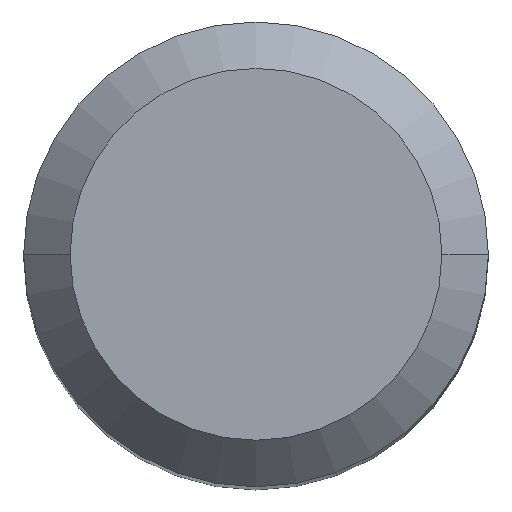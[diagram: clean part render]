
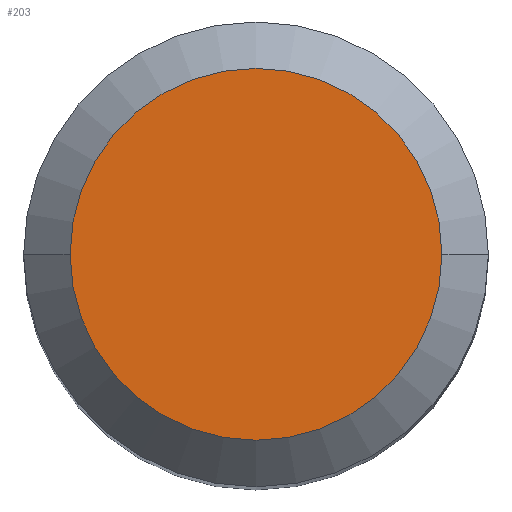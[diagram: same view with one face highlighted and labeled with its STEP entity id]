
A CAD part, top view. The second image highlights one B-rep face of the part: STEP entity #203.
In plain terms, the highlighted planar face has unit normal (0, 0, 1).
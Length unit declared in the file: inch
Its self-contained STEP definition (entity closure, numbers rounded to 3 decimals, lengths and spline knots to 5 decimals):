
#3 = DIRECTION ( 'NONE',  ( 0., 0., -1. ) ) ;
#11 = CIRCLE ( 'NONE', #209, 0.15748 ) ;
#57 = EDGE_CURVE ( 'NONE', #213, #336, #11, .T. ) ;
#78 = FACE_OUTER_BOUND ( 'NONE', #481, .T. ) ;
#84 = CARTESIAN_POINT ( 'NONE',  ( 0.15748, 0., 0. ) ) ;
#85 = DIRECTION ( 'NONE',  ( 1., 0., 0. ) ) ;
#110 = CARTESIAN_POINT ( 'NONE',  ( 0., 0., 0. ) ) ;
#133 = ORIENTED_EDGE ( 'NONE', *, *, #254, .T. ) ;
#162 = ORIENTED_EDGE ( 'NONE', *, *, #57, .T. ) ;
#201 = DIRECTION ( 'NONE',  ( 0., 0., 1. ) ) ;
#203 = ADVANCED_FACE ( 'NONE', ( #78 ), #298, .F. ) ;
#209 = AXIS2_PLACEMENT_3D ( 'NONE', #308, #385, #338 ) ;
#213 = VERTEX_POINT ( 'NONE', #311 ) ;
#254 = EDGE_CURVE ( 'NONE', #336, #213, #273, .T. ) ;
#264 = AXIS2_PLACEMENT_3D ( 'NONE', #356, #201, #85 ) ;
#273 = CIRCLE ( 'NONE', #264, 0.15748 ) ;
#298 = PLANE ( 'NONE',  #476 ) ;
#308 = CARTESIAN_POINT ( 'NONE',  ( 0., 0., 0. ) ) ;
#311 = CARTESIAN_POINT ( 'NONE',  ( -0.15748, 0., 0. ) ) ;
#336 = VERTEX_POINT ( 'NONE', #84 ) ;
#338 = DIRECTION ( 'NONE',  ( 1., 0., 0. ) ) ;
#340 = DIRECTION ( 'NONE',  ( -1., 0., 0. ) ) ;
#356 = CARTESIAN_POINT ( 'NONE',  ( 0., 0., 0. ) ) ;
#385 = DIRECTION ( 'NONE',  ( 0., 0., 1. ) ) ;
#476 = AXIS2_PLACEMENT_3D ( 'NONE', #110, #3, #340 ) ;
#481 = EDGE_LOOP ( 'NONE', ( #162, #133 ) ) ;
